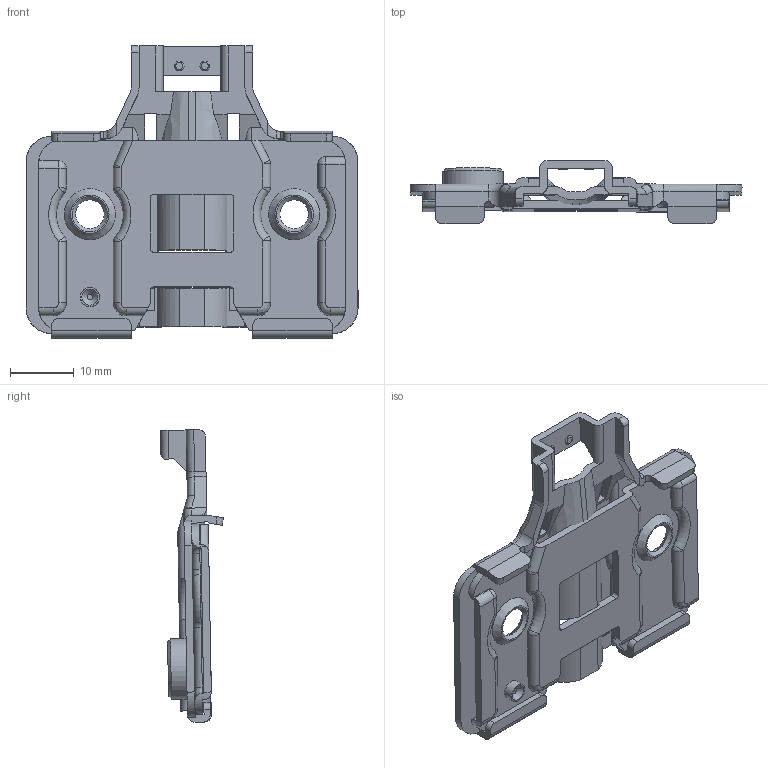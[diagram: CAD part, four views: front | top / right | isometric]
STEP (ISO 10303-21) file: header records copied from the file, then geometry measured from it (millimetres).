
FILE_DESCRIPTION(/* description */ ('STEP AP203'),/* implementation_level */ '2;1');
FILE_NAME(/* name */ 'PZ-HCSL3D-H0-BEO.stp',/* time_stamp */ '2023-05-30T09:27:34+02:00',/* author */ ('BartlomiejH'),/* organization */ ('china'),/* preprocessor_version */ 'ST-DEVELOPER v19.2',/* originating_system */ 'Autodesk Inventor 2023',/* authorisation */ '');
FILE_SCHEMA (('AUTOMOTIVE_DESIGN { 1 0 10303 214 3 1 1 }'));
Length unit declared in the file: millimetre
Products named in the file (5): HB¿î¿¨Ê½Æ«ÐÄ´
óÍä½ÂÁ´-14¿î; 14ÒÆÎ»Ä¾×ùH0; 14ÒÆÎ»µ××ùH0; 14»¬°åÄ¾×ù; 3X6.4Æ«ÐÄ¶¤
Assembly tree (4 placements, depth 3):
  HB¿î¿¨Ê½Æ«ÐÄ´
óÍä½ÂÁ´-14¿î
    14ÒÆÎ»Ä¾×ùH0
      14ÒÆÎ»µ××ùH0
      14»¬°åÄ¾×ù
      3X6.4Æ«ÐÄ¶¤
Bounding box: 52 x 9.85 x 45.82 mm (x, y, z)
Volume: 3998.4 mm3; surface area: 7528.5 mm2
Topology: 3 solids, 3 shells, 583 faces, 1586 edges, 1022 vertices
Faces by surface type: plane 317, cylinder 194, torus 36, cone 12, bspline 12, sphere 12
Full cylindrical faces by diameter (mm): 1.5 x2, 3 x2, 7 x1, 9.5 x1
Entity records: 19131 total; most frequent: CARTESIAN_POINT 3943, DIRECTION 3179, ORIENTED_EDGE 3168, EDGE_CURVE 1584, AXIS2_PLACEMENT_3D 1076, LINE 1027, VECTOR 1027, VERTEX_POINT 1022
